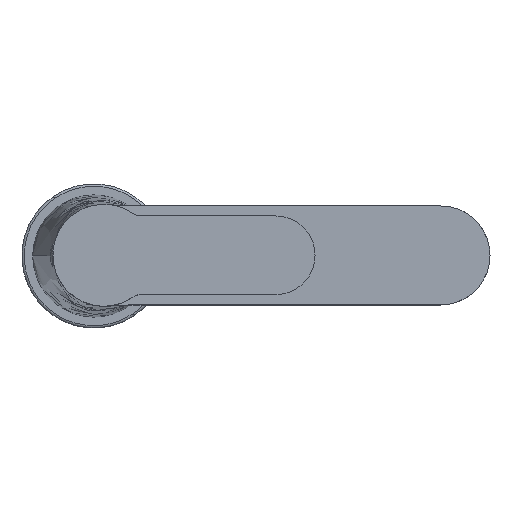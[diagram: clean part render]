
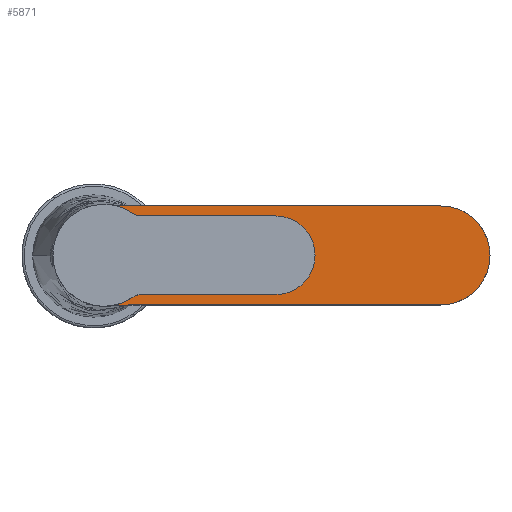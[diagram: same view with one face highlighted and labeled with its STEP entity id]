
A CAD part, top view. The second image highlights one B-rep face of the part: STEP entity #5871.
In plain terms, the highlighted planar face has unit normal (0, 0, 1).
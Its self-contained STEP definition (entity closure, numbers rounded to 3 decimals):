
#841 = DIRECTION ( 'NONE',  ( 0., 0., -1. ) ) ;
#1176 = CIRCLE ( 'NONE', #1871, 17.5 ) ;
#1793 = CARTESIAN_POINT ( 'NONE',  ( 136., 0., 110. ) ) ;
#1820 = VERTEX_POINT ( 'NONE', #15103 ) ;
#1871 = AXIS2_PLACEMENT_3D ( 'NONE', #3614, #39084, #32682 ) ;
#2041 = ORIENTED_EDGE ( 'NONE', *, *, #17307, .T. ) ;
#2622 = EDGE_CURVE ( 'NONE', #18103, #36401, #24597, .T. ) ;
#2892 = DIRECTION ( 'NONE',  ( 1., 0., 0. ) ) ;
#3540 = FACE_BOUND ( 'NONE', #24585, .T. ) ;
#3614 = CARTESIAN_POINT ( 'NONE',  ( 3.5, 0., 110. ) ) ;
#3770 = DIRECTION ( 'NONE',  ( 1., 0., 0. ) ) ;
#3851 = ORIENTED_EDGE ( 'NONE', *, *, #18128, .T. ) ;
#4394 = AXIS2_PLACEMENT_3D ( 'NONE', #24429, #41079, #11773 ) ;
#4554 = CARTESIAN_POINT ( 'NONE',  ( 119., 0., 110. ) ) ;
#5585 = VERTEX_POINT ( 'NONE', #41729 ) ;
#5632 = AXIS2_PLACEMENT_3D ( 'NONE', #40336, #24095, #23885 ) ;
#5871 = ADVANCED_FACE ( 'NONE', ( #3540, #10136 ), #6943, .T. ) ;
#6753 = CARTESIAN_POINT ( 'NONE',  ( 11.855, 17., 110. ) ) ;
#6936 = CARTESIAN_POINT ( 'NONE',  ( 6., 17., 110. ) ) ;
#6943 = PLANE ( 'NONE',  #10079 ) ;
#7099 = CIRCLE ( 'NONE', #4394, 17.5 ) ;
#7285 = AXIS2_PLACEMENT_3D ( 'NONE', #4554, #30423, #36824 ) ;
#7294 = VERTEX_POINT ( 'NONE', #36026 ) ;
#8144 = EDGE_CURVE ( 'NONE', #25160, #26083, #1176, .T. ) ;
#10079 = AXIS2_PLACEMENT_3D ( 'NONE', #19778, #36449, #3770 ) ;
#10136 = FACE_OUTER_BOUND ( 'NONE', #26385, .T. ) ;
#10554 = CARTESIAN_POINT ( 'NONE',  ( 5.583, 17.375, 110. ) ) ;
#10555 = VECTOR ( 'NONE', #12405, 1000. ) ;
#10564 = CARTESIAN_POINT ( 'NONE',  ( 5.583, -17.375, 110. ) ) ;
#11528 = EDGE_CURVE ( 'NONE', #13492, #24124, #15702, .T. ) ;
#11773 = DIRECTION ( 'NONE',  ( 1., 0., 0. ) ) ;
#11859 = ORIENTED_EDGE ( 'NONE', *, *, #8144, .T. ) ;
#12405 = DIRECTION ( 'NONE',  ( 1., 0., 0. ) ) ;
#13492 = VERTEX_POINT ( 'NONE', #6753 ) ;
#13741 = CARTESIAN_POINT ( 'NONE',  ( 9.757, 17., 110. ) ) ;
#13880 = EDGE_CURVE ( 'NONE', #26083, #7294, #7099, .T. ) ;
#14098 = CARTESIAN_POINT ( 'NONE',  ( 3.5, 0., 110. ) ) ;
#14446 = ORIENTED_EDGE ( 'NONE', *, *, #13880, .T. ) ;
#15103 = CARTESIAN_POINT ( 'NONE',  ( 119., -17., 110. ) ) ;
#15624 = LINE ( 'NONE', #41702, #10555 ) ;
#15702 = LINE ( 'NONE', #6936, #22633 ) ;
#16582 = CIRCLE ( 'NONE', #5632, 13.885 ) ;
#16969 = CARTESIAN_POINT ( 'NONE',  ( 17.385, 0., 110. ) ) ;
#17307 = EDGE_CURVE ( 'NONE', #1820, #18705, #19563, .T. ) ;
#18103 = VERTEX_POINT ( 'NONE', #16969 ) ;
#18128 = EDGE_CURVE ( 'NONE', #13492, #25160, #18836, .T. ) ;
#18705 = VERTEX_POINT ( 'NONE', #1793 ) ;
#18836 = B_SPLINE_CURVE_WITH_KNOTS ( 'NONE', 3,
 ( #36832, #13741, #21196, #20582 ),
 .UNSPECIFIED., .F., .F.,
 ( 4, 4 ),
 ( 0., 0.006 ),
 .UNSPECIFIED. ) ;
#19278 = CARTESIAN_POINT ( 'NONE',  ( 119., 0., 110. ) ) ;
#19513 = DIRECTION ( 'NONE',  ( 0., 0., 1. ) ) ;
#19563 = CIRCLE ( 'NONE', #7285, 17. ) ;
#19576 = CARTESIAN_POINT ( 'NONE',  ( 9.757, -17., 110. ) ) ;
#19771 = CARTESIAN_POINT ( 'NONE',  ( 7.666, -17.125, 110. ) ) ;
#19778 = CARTESIAN_POINT ( 'NONE',  ( 3.5, 0., 110. ) ) ;
#20503 = CIRCLE ( 'NONE', #23916, 17. ) ;
#20582 = CARTESIAN_POINT ( 'NONE',  ( 5.583, 17.375, 110. ) ) ;
#21196 = CARTESIAN_POINT ( 'NONE',  ( 7.666, 17.125, 110. ) ) ;
#22633 = VECTOR ( 'NONE', #2892, 1000. ) ;
#23885 = DIRECTION ( 'NONE',  ( 1., 0., 0. ) ) ;
#23916 = AXIS2_PLACEMENT_3D ( 'NONE', #19278, #19513, #34724 ) ;
#24095 = DIRECTION ( 'NONE',  ( 0., 0., -1. ) ) ;
#24124 = VERTEX_POINT ( 'NONE', #27938 ) ;
#24429 = CARTESIAN_POINT ( 'NONE',  ( 3.5, 0., 110. ) ) ;
#24521 = ORIENTED_EDGE ( 'NONE', *, *, #31193, .T. ) ;
#24565 = EDGE_CURVE ( 'NONE', #18705, #24124, #20503, .T. ) ;
#24585 = EDGE_LOOP ( 'NONE', ( #30525, #24521 ) ) ;
#24597 = CIRCLE ( 'NONE', #30077, 13.885 ) ;
#24734 = ORIENTED_EDGE ( 'NONE', *, *, #11528, .F. ) ;
#24943 = ORIENTED_EDGE ( 'NONE', *, *, #24565, .T. ) ;
#25160 = VERTEX_POINT ( 'NONE', #10554 ) ;
#26083 = VERTEX_POINT ( 'NONE', #40600 ) ;
#26385 = EDGE_LOOP ( 'NONE', ( #24734, #3851, #11859, #14446, #28373, #38586, #2041, #24943 ) ) ;
#27938 = CARTESIAN_POINT ( 'NONE',  ( 119., 17., 110. ) ) ;
#28373 = ORIENTED_EDGE ( 'NONE', *, *, #40066, .T. ) ;
#29922 = B_SPLINE_CURVE_WITH_KNOTS ( 'NONE', 3,
 ( #10564, #19771, #19576, #30238 ),
 .UNSPECIFIED., .F., .F.,
 ( 4, 4 ),
 ( 0., 0.006 ),
 .UNSPECIFIED. ) ;
#30077 = AXIS2_PLACEMENT_3D ( 'NONE', #14098, #841, #36758 ) ;
#30238 = CARTESIAN_POINT ( 'NONE',  ( 11.855, -17., 110. ) ) ;
#30423 = DIRECTION ( 'NONE',  ( 0., 0., 1. ) ) ;
#30525 = ORIENTED_EDGE ( 'NONE', *, *, #2622, .T. ) ;
#31193 = EDGE_CURVE ( 'NONE', #36401, #18103, #16582, .T. ) ;
#32682 = DIRECTION ( 'NONE',  ( 1., 0., 0. ) ) ;
#33444 = EDGE_CURVE ( 'NONE', #5585, #1820, #15624, .T. ) ;
#34724 = DIRECTION ( 'NONE',  ( 1., 0., 0. ) ) ;
#35499 = CARTESIAN_POINT ( 'NONE',  ( -10.385, 0., 110. ) ) ;
#36026 = CARTESIAN_POINT ( 'NONE',  ( 5.583, -17.375, 110. ) ) ;
#36401 = VERTEX_POINT ( 'NONE', #35499 ) ;
#36449 = DIRECTION ( 'NONE',  ( 0., 0., 1. ) ) ;
#36758 = DIRECTION ( 'NONE',  ( 1., 0., 0. ) ) ;
#36824 = DIRECTION ( 'NONE',  ( 1., 0., 0. ) ) ;
#36832 = CARTESIAN_POINT ( 'NONE',  ( 11.855, 17., 110. ) ) ;
#38586 = ORIENTED_EDGE ( 'NONE', *, *, #33444, .T. ) ;
#39084 = DIRECTION ( 'NONE',  ( 0., 0., 1. ) ) ;
#40066 = EDGE_CURVE ( 'NONE', #7294, #5585, #29922, .T. ) ;
#40336 = CARTESIAN_POINT ( 'NONE',  ( 3.5, 0., 110. ) ) ;
#40600 = CARTESIAN_POINT ( 'NONE',  ( -14., 0., 110. ) ) ;
#41079 = DIRECTION ( 'NONE',  ( 0., 0., 1. ) ) ;
#41702 = CARTESIAN_POINT ( 'NONE',  ( 6., -17., 110. ) ) ;
#41729 = CARTESIAN_POINT ( 'NONE',  ( 11.855, -17., 110. ) ) ;
